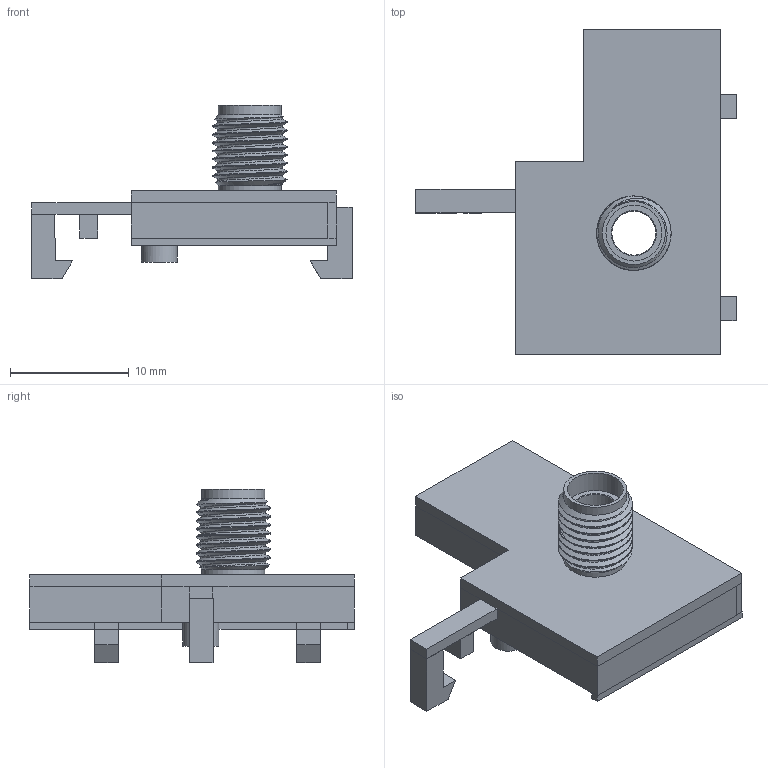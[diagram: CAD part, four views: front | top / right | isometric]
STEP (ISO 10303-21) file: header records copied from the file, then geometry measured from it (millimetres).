
FILE_DESCRIPTION(/* description */ (''),/* implementation_level */ '2;1');
FILE_NAME(/* name */ 'click on thingy multispec spectro side v7.step',/* time_stamp */ '2025-06-26T23:17:53+02:00',/* author */ (''),/* organization */ (''),/* preprocessor_version */ 'ST-DEVELOPER v20.1',/* originating_system */ 'Autodesk Translation Framework v14.4.0.0',/* authorisation */ '');
FILE_SCHEMA (('AUTOMOTIVE_DESIGN { 1 0 10303 214 3 1 1 }'));
Length unit declared in the file: millimetre
Products named in the file (1): click on thingy multispec spectro side
Bounding box: 26.94 x 27.32 x 14.59 mm (x, y, z)
Volume: 924.9 mm3; surface area: 2058.2 mm2
Topology: 5 solids, 5 shells, 119 faces, 302 edges, 198 vertices
Faces by surface type: plane 97, bspline 11, cylinder 7, cone 4
Full cylindrical faces by diameter (mm): 3.03 x1, 3.7 x2, 4.7 x2, 5.3 x2
Entity records: 13476 total; most frequent: CARTESIAN_POINT 10653, ORIENTED_EDGE 604, DIRECTION 501, EDGE_CURVE 302, LINE 235, VECTOR 235, VERTEX_POINT 198, AXIS2_PLACEMENT_3D 133
